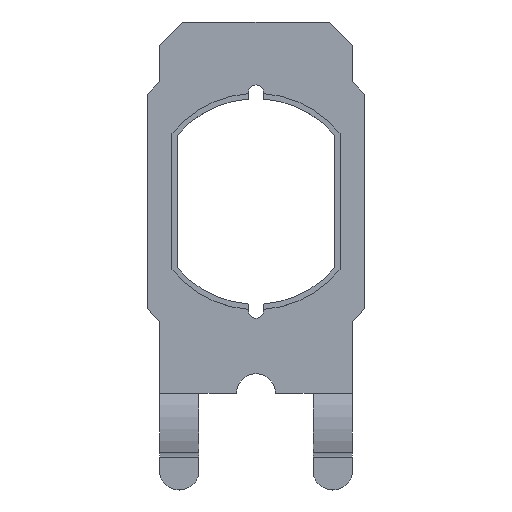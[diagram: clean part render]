
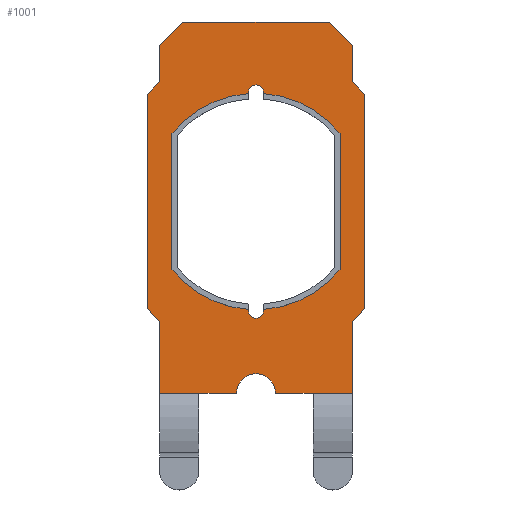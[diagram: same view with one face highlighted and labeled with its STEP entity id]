
A CAD part, top view. The second image highlights one B-rep face of the part: STEP entity #1001.
In plain terms, the highlighted planar face has unit normal (0, 0, 1).
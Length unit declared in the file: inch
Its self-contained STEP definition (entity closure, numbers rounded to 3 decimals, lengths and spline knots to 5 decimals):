
#38=FACE_BOUND('',#95,.T.);
#40=FACE_OUTER_BOUND('',#94,.T.);
#94=EDGE_LOOP('',(#664,#665,#666,#667,#668,#669,#670,#671,#672,#673,#674,
#675,#676,#677,#678,#679,#680,#681));
#95=EDGE_LOOP('',(#682,#683,#684,#685,#686,#687,#688,#689,#690,#691,#692,
#693));
#150=CIRCLE('',#1058,0.0255);
#151=CIRCLE('',#1059,0.01);
#152=CIRCLE('',#1060,0.141);
#153=CIRCLE('',#1061,0.141);
#154=CIRCLE('',#1062,0.01);
#155=CIRCLE('',#1063,0.141);
#156=CIRCLE('',#1064,0.141);
#192=LINE('',#1461,#302);
#193=LINE('',#1465,#303);
#194=LINE('',#1467,#304);
#195=LINE('',#1469,#305);
#196=LINE('',#1471,#306);
#197=LINE('',#1473,#307);
#198=LINE('',#1475,#308);
#199=LINE('',#1477,#309);
#200=LINE('',#1479,#310);
#201=LINE('',#1481,#311);
#202=LINE('',#1483,#312);
#203=LINE('',#1485,#313);
#204=LINE('',#1487,#314);
#205=LINE('',#1489,#315);
#206=LINE('',#1491,#316);
#207=LINE('',#1493,#317);
#208=LINE('',#1494,#318);
#209=LINE('',#1499,#319);
#210=LINE('',#1503,#320);
#211=LINE('',#1507,#321);
#212=LINE('',#1511,#322);
#213=LINE('',#1515,#323);
#214=LINE('',#1518,#324);
#302=VECTOR('',#1157,0.049);
#303=VECTOR('',#1160,0.049);
#304=VECTOR('',#1161,0.051);
#305=VECTOR('',#1162,0.094);
#306=VECTOR('',#1163,0.02263);
#307=VECTOR('',#1164,0.28);
#308=VECTOR('',#1165,0.02263);
#309=VECTOR('',#1166,0.048);
#310=VECTOR('',#1167,0.04243);
#311=VECTOR('',#1168,0.191);
#312=VECTOR('',#1169,0.04243);
#313=VECTOR('',#1170,0.048);
#314=VECTOR('',#1171,0.02263);
#315=VECTOR('',#1172,0.28);
#316=VECTOR('',#1173,0.02263);
#317=VECTOR('',#1174,0.094);
#318=VECTOR('',#1175,0.051);
#319=VECTOR('',#1178,0.00136);
#320=VECTOR('',#1181,0.17766);
#321=VECTOR('',#1184,0.00136);
#322=VECTOR('',#1187,0.00136);
#323=VECTOR('',#1190,0.17766);
#324=VECTOR('',#1193,0.00136);
#412=VERTEX_POINT('',#1459);
#413=VERTEX_POINT('',#1460);
#414=VERTEX_POINT('',#1462);
#415=VERTEX_POINT('',#1464);
#416=VERTEX_POINT('',#1466);
#417=VERTEX_POINT('',#1468);
#418=VERTEX_POINT('',#1470);
#419=VERTEX_POINT('',#1472);
#420=VERTEX_POINT('',#1474);
#421=VERTEX_POINT('',#1476);
#422=VERTEX_POINT('',#1478);
#423=VERTEX_POINT('',#1480);
#424=VERTEX_POINT('',#1482);
#425=VERTEX_POINT('',#1484);
#426=VERTEX_POINT('',#1486);
#427=VERTEX_POINT('',#1488);
#428=VERTEX_POINT('',#1490);
#429=VERTEX_POINT('',#1492);
#430=VERTEX_POINT('',#1495);
#431=VERTEX_POINT('',#1496);
#432=VERTEX_POINT('',#1498);
#433=VERTEX_POINT('',#1500);
#434=VERTEX_POINT('',#1502);
#435=VERTEX_POINT('',#1504);
#436=VERTEX_POINT('',#1506);
#437=VERTEX_POINT('',#1508);
#438=VERTEX_POINT('',#1510);
#439=VERTEX_POINT('',#1512);
#440=VERTEX_POINT('',#1514);
#441=VERTEX_POINT('',#1516);
#512=EDGE_CURVE('',#412,#413,#192,.T.);
#513=EDGE_CURVE('',#412,#414,#150,.F.);
#514=EDGE_CURVE('',#415,#414,#193,.T.);
#515=EDGE_CURVE('',#415,#416,#194,.T.);
#516=EDGE_CURVE('',#416,#417,#195,.T.);
#517=EDGE_CURVE('',#417,#418,#196,.T.);
#518=EDGE_CURVE('',#418,#419,#197,.T.);
#519=EDGE_CURVE('',#419,#420,#198,.T.);
#520=EDGE_CURVE('',#420,#421,#199,.T.);
#521=EDGE_CURVE('',#421,#422,#200,.T.);
#522=EDGE_CURVE('',#422,#423,#201,.T.);
#523=EDGE_CURVE('',#423,#424,#202,.T.);
#524=EDGE_CURVE('',#424,#425,#203,.T.);
#525=EDGE_CURVE('',#425,#426,#204,.T.);
#526=EDGE_CURVE('',#426,#427,#205,.T.);
#527=EDGE_CURVE('',#427,#428,#206,.T.);
#528=EDGE_CURVE('',#428,#429,#207,.T.);
#529=EDGE_CURVE('',#429,#413,#208,.T.);
#530=EDGE_CURVE('',#430,#431,#151,.F.);
#531=EDGE_CURVE('',#431,#432,#209,.T.);
#532=EDGE_CURVE('',#433,#432,#152,.T.);
#533=EDGE_CURVE('',#434,#433,#210,.T.);
#534=EDGE_CURVE('',#435,#434,#153,.T.);
#535=EDGE_CURVE('',#435,#436,#211,.T.);
#536=EDGE_CURVE('',#436,#437,#154,.F.);
#537=EDGE_CURVE('',#437,#438,#212,.T.);
#538=EDGE_CURVE('',#439,#438,#155,.T.);
#539=EDGE_CURVE('',#440,#439,#213,.T.);
#540=EDGE_CURVE('',#441,#440,#156,.T.);
#541=EDGE_CURVE('',#441,#430,#214,.T.);
#664=ORIENTED_EDGE('',*,*,#512,.F.);
#665=ORIENTED_EDGE('',*,*,#513,.T.);
#666=ORIENTED_EDGE('',*,*,#514,.F.);
#667=ORIENTED_EDGE('',*,*,#515,.T.);
#668=ORIENTED_EDGE('',*,*,#516,.T.);
#669=ORIENTED_EDGE('',*,*,#517,.T.);
#670=ORIENTED_EDGE('',*,*,#518,.T.);
#671=ORIENTED_EDGE('',*,*,#519,.T.);
#672=ORIENTED_EDGE('',*,*,#520,.T.);
#673=ORIENTED_EDGE('',*,*,#521,.T.);
#674=ORIENTED_EDGE('',*,*,#522,.T.);
#675=ORIENTED_EDGE('',*,*,#523,.T.);
#676=ORIENTED_EDGE('',*,*,#524,.T.);
#677=ORIENTED_EDGE('',*,*,#525,.T.);
#678=ORIENTED_EDGE('',*,*,#526,.T.);
#679=ORIENTED_EDGE('',*,*,#527,.T.);
#680=ORIENTED_EDGE('',*,*,#528,.T.);
#681=ORIENTED_EDGE('',*,*,#529,.T.);
#682=ORIENTED_EDGE('',*,*,#530,.T.);
#683=ORIENTED_EDGE('',*,*,#531,.T.);
#684=ORIENTED_EDGE('',*,*,#532,.F.);
#685=ORIENTED_EDGE('',*,*,#533,.F.);
#686=ORIENTED_EDGE('',*,*,#534,.F.);
#687=ORIENTED_EDGE('',*,*,#535,.T.);
#688=ORIENTED_EDGE('',*,*,#536,.T.);
#689=ORIENTED_EDGE('',*,*,#537,.T.);
#690=ORIENTED_EDGE('',*,*,#538,.F.);
#691=ORIENTED_EDGE('',*,*,#539,.F.);
#692=ORIENTED_EDGE('',*,*,#540,.F.);
#693=ORIENTED_EDGE('',*,*,#541,.T.);
#968=PLANE('',#1057);
#1001=ADVANCED_FACE('',(#40,#38),#968,.T.);
#1057=AXIS2_PLACEMENT_3D('',#1458,#1155,#1156);
#1058=AXIS2_PLACEMENT_3D('',#1463,#1158,#1159);
#1059=AXIS2_PLACEMENT_3D('',#1497,#1176,#1177);
#1060=AXIS2_PLACEMENT_3D('',#1501,#1179,#1180);
#1061=AXIS2_PLACEMENT_3D('',#1505,#1182,#1183);
#1062=AXIS2_PLACEMENT_3D('',#1509,#1185,#1186);
#1063=AXIS2_PLACEMENT_3D('',#1513,#1188,#1189);
#1064=AXIS2_PLACEMENT_3D('',#1517,#1191,#1192);
#1155=DIRECTION('center_axis',(0.,0.,1.));
#1156=DIRECTION('ref_axis',(1.,0.,0.));
#1157=DIRECTION('',(-1.,0.,0.));
#1158=DIRECTION('center_axis',(0.,0.,1.));
#1159=DIRECTION('ref_axis',(1.,0.,0.));
#1160=DIRECTION('',(-1.,0.,0.));
#1161=DIRECTION('',(1.,0.,0.));
#1162=DIRECTION('',(0.,1.,0.));
#1163=DIRECTION('',(0.707,0.707,0.));
#1164=DIRECTION('',(0.,1.,0.));
#1165=DIRECTION('',(-0.707,0.707,0.));
#1166=DIRECTION('',(0.,1.,0.));
#1167=DIRECTION('',(-0.707,0.707,0.));
#1168=DIRECTION('',(-1.,0.,0.));
#1169=DIRECTION('',(-0.707,-0.707,0.));
#1170=DIRECTION('',(0.,-1.,0.));
#1171=DIRECTION('',(-0.707,-0.707,0.));
#1172=DIRECTION('',(0.,-1.,0.));
#1173=DIRECTION('',(0.707,-0.707,0.));
#1174=DIRECTION('',(0.,-1.,0.));
#1175=DIRECTION('',(1.,0.,0.));
#1176=DIRECTION('center_axis',(0.,0.,1.));
#1177=DIRECTION('ref_axis',(1.,0.,0.));
#1178=DIRECTION('',(0.,1.,0.));
#1179=DIRECTION('center_axis',(0.,0.,1.));
#1180=DIRECTION('ref_axis',(1.,0.,0.));
#1181=DIRECTION('',(0.,-1.,0.));
#1182=DIRECTION('center_axis',(0.,0.,1.));
#1183=DIRECTION('ref_axis',(1.,0.,0.));
#1184=DIRECTION('',(0.,1.,0.));
#1185=DIRECTION('center_axis',(0.,0.,1.));
#1186=DIRECTION('ref_axis',(1.,0.,0.));
#1187=DIRECTION('',(0.,-1.,0.));
#1188=DIRECTION('center_axis',(0.,0.,1.));
#1189=DIRECTION('ref_axis',(1.,0.,0.));
#1190=DIRECTION('',(0.,1.,0.));
#1191=DIRECTION('center_axis',(0.,0.,1.));
#1192=DIRECTION('ref_axis',(1.,0.,0.));
#1193=DIRECTION('',(0.,-1.,0.));
#1458=CARTESIAN_POINT('Origin',(0.,0.,0.016));
#1459=CARTESIAN_POINT('',(-0.0255,-0.25,0.016));
#1460=CARTESIAN_POINT('',(-0.0745,-0.25,0.016));
#1461=CARTESIAN_POINT('',(0.1255,-0.25,0.016));
#1462=CARTESIAN_POINT('',(0.0255,-0.25,0.016));
#1463=CARTESIAN_POINT('Origin',(0.,-0.25,0.016));
#1464=CARTESIAN_POINT('',(0.0745,-0.25,0.016));
#1465=CARTESIAN_POINT('',(0.1255,-0.25,0.016));
#1466=CARTESIAN_POINT('',(0.1255,-0.25,0.016));
#1467=CARTESIAN_POINT('',(-0.1255,-0.25,0.016));
#1468=CARTESIAN_POINT('',(0.1255,-0.156,0.016));
#1469=CARTESIAN_POINT('',(0.1255,-0.25,0.016));
#1470=CARTESIAN_POINT('',(0.1415,-0.14,0.016));
#1471=CARTESIAN_POINT('',(0.1255,-0.156,0.016));
#1472=CARTESIAN_POINT('',(0.1415,0.14,0.016));
#1473=CARTESIAN_POINT('',(0.1415,-0.14,0.016));
#1474=CARTESIAN_POINT('',(0.1255,0.156,0.016));
#1475=CARTESIAN_POINT('',(0.1415,0.14,0.016));
#1476=CARTESIAN_POINT('',(0.1255,0.204,0.016));
#1477=CARTESIAN_POINT('',(0.1255,0.156,0.016));
#1478=CARTESIAN_POINT('',(0.0955,0.234,0.016));
#1479=CARTESIAN_POINT('',(0.1255,0.204,0.016));
#1480=CARTESIAN_POINT('',(-0.0955,0.234,0.016));
#1481=CARTESIAN_POINT('',(0.0955,0.234,0.016));
#1482=CARTESIAN_POINT('',(-0.1255,0.204,0.016));
#1483=CARTESIAN_POINT('',(-0.0955,0.234,0.016));
#1484=CARTESIAN_POINT('',(-0.1255,0.156,0.016));
#1485=CARTESIAN_POINT('',(-0.1255,0.204,0.016));
#1486=CARTESIAN_POINT('',(-0.1415,0.14,0.016));
#1487=CARTESIAN_POINT('',(-0.1255,0.156,0.016));
#1488=CARTESIAN_POINT('',(-0.1415,-0.14,0.016));
#1489=CARTESIAN_POINT('',(-0.1415,0.14,0.016));
#1490=CARTESIAN_POINT('',(-0.1255,-0.156,0.016));
#1491=CARTESIAN_POINT('',(-0.1415,-0.14,0.016));
#1492=CARTESIAN_POINT('',(-0.1255,-0.25,0.016));
#1493=CARTESIAN_POINT('',(-0.1255,-0.156,0.016));
#1494=CARTESIAN_POINT('',(-0.1255,-0.25,0.016));
#1495=CARTESIAN_POINT('',(0.01,-0.142,0.016));
#1496=CARTESIAN_POINT('',(-0.01,-0.142,0.016));
#1497=CARTESIAN_POINT('Origin',(0.,-0.142,0.016));
#1498=CARTESIAN_POINT('',(-0.01,-0.14064,0.016));
#1499=CARTESIAN_POINT('',(-0.01,0.,0.016));
#1500=CARTESIAN_POINT('',(-0.1095,-0.08883,0.016));
#1501=CARTESIAN_POINT('Origin',(0.,0.,
0.016));
#1502=CARTESIAN_POINT('',(-0.1095,0.08883,0.016));
#1503=CARTESIAN_POINT('',(-0.1095,0.08883,0.016));
#1504=CARTESIAN_POINT('',(-0.01,0.14064,0.016));
#1505=CARTESIAN_POINT('Origin',(0.,0.,
0.016));
#1506=CARTESIAN_POINT('',(-0.01,0.142,0.016));
#1507=CARTESIAN_POINT('',(-0.01,0.,0.016));
#1508=CARTESIAN_POINT('',(0.01,0.142,0.016));
#1509=CARTESIAN_POINT('Origin',(0.,0.142,0.016));
#1510=CARTESIAN_POINT('',(0.01,0.14064,0.016));
#1511=CARTESIAN_POINT('',(0.01,0.,0.016));
#1512=CARTESIAN_POINT('',(0.1095,0.08883,0.016));
#1513=CARTESIAN_POINT('Origin',(0.,0.,
0.016));
#1514=CARTESIAN_POINT('',(0.1095,-0.08883,0.016));
#1515=CARTESIAN_POINT('',(0.1095,-0.08883,0.016));
#1516=CARTESIAN_POINT('',(0.01,-0.14064,0.016));
#1517=CARTESIAN_POINT('Origin',(0.,0.,
0.016));
#1518=CARTESIAN_POINT('',(0.01,0.,0.016));
